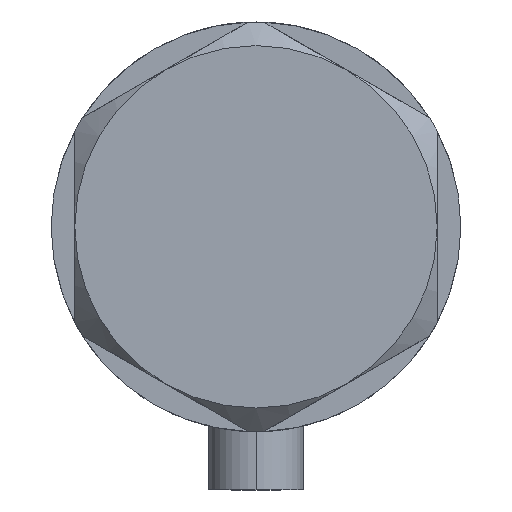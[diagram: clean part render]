
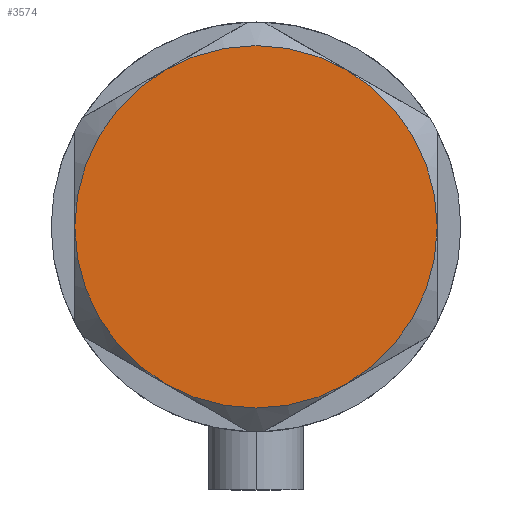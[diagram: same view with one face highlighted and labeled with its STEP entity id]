
A CAD part, left-side view. The second image highlights one B-rep face of the part: STEP entity #3574.
In plain terms, the highlighted face is planar.
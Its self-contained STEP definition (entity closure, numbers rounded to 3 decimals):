
#28 = DIRECTION ( 'NONE',  ( 0., 0., 1. ) ) ;
#56 = CARTESIAN_POINT ( 'NONE',  ( 0., 0., 9. ) ) ;
#59 = DIRECTION ( 'NONE',  ( 0., 0., 1. ) ) ;
#171 = CARTESIAN_POINT ( 'NONE',  ( -11.5, -19.919, 9. ) ) ;
#258 = AXIS2_PLACEMENT_3D ( 'NONE', #417, #3320, #4047 ) ;
#274 = EDGE_CURVE ( 'NONE', #1155, #4127, #4178, .T. ) ;
#356 = CARTESIAN_POINT ( 'NONE',  ( 0., 0., 9. ) ) ;
#417 = CARTESIAN_POINT ( 'NONE',  ( 0., 0., 9. ) ) ;
#456 = CARTESIAN_POINT ( 'NONE',  ( 23., 0., 9. ) ) ;
#544 = DIRECTION ( 'NONE',  ( 0., 0., 1. ) ) ;
#554 = CIRCLE ( 'NONE', #631, 23. ) ;
#631 = AXIS2_PLACEMENT_3D ( 'NONE', #4257, #898, #3891 ) ;
#658 = VERTEX_POINT ( 'NONE', #3324 ) ;
#810 = CARTESIAN_POINT ( 'NONE',  ( 11.5, -19.919, 9. ) ) ;
#857 = DIRECTION ( 'NONE',  ( 1., 0., 0. ) ) ;
#874 = EDGE_CURVE ( 'NONE', #658, #1215, #950, .T. ) ;
#888 = PLANE ( 'NONE',  #1805 ) ;
#898 = DIRECTION ( 'NONE',  ( 0., 0., 1. ) ) ;
#950 = CIRCLE ( 'NONE', #2832, 23. ) ;
#960 = DIRECTION ( 'NONE',  ( 0., 0., 1. ) ) ;
#1155 = VERTEX_POINT ( 'NONE', #1590 ) ;
#1215 = VERTEX_POINT ( 'NONE', #171 ) ;
#1278 = DIRECTION ( 'NONE',  ( 0., 0., 1. ) ) ;
#1411 = AXIS2_PLACEMENT_3D ( 'NONE', #56, #544, #4665 ) ;
#1416 = VERTEX_POINT ( 'NONE', #810 ) ;
#1435 = EDGE_CURVE ( 'NONE', #3552, #1155, #4296, .T. ) ;
#1471 = AXIS2_PLACEMENT_3D ( 'NONE', #356, #59, #4096 ) ;
#1590 = CARTESIAN_POINT ( 'NONE',  ( 11.5, 19.919, 9. ) ) ;
#1805 = AXIS2_PLACEMENT_3D ( 'NONE', #3540, #1278, #857 ) ;
#1959 = DIRECTION ( 'NONE',  ( 1., 0., 0. ) ) ;
#2050 = FACE_OUTER_BOUND ( 'NONE', #3465, .T. ) ;
#2055 = ORIENTED_EDGE ( 'NONE', *, *, #274, .T. ) ;
#2208 = CIRCLE ( 'NONE', #1411, 23. ) ;
#2626 = EDGE_CURVE ( 'NONE', #1215, #1416, #3752, .T. ) ;
#2697 = CARTESIAN_POINT ( 'NONE',  ( -11.5, 19.919, 9. ) ) ;
#2824 = AXIS2_PLACEMENT_3D ( 'NONE', #3404, #28, #3096 ) ;
#2828 = CARTESIAN_POINT ( 'NONE',  ( 0., 0., 9. ) ) ;
#2832 = AXIS2_PLACEMENT_3D ( 'NONE', #2828, #960, #1959 ) ;
#3087 = ORIENTED_EDGE ( 'NONE', *, *, #3462, .T. ) ;
#3088 = EDGE_CURVE ( 'NONE', #4127, #658, #554, .T. ) ;
#3096 = DIRECTION ( 'NONE',  ( 1., 0., 0. ) ) ;
#3320 = DIRECTION ( 'NONE',  ( 0., 0., 1. ) ) ;
#3324 = CARTESIAN_POINT ( 'NONE',  ( -23., 0., 9. ) ) ;
#3404 = CARTESIAN_POINT ( 'NONE',  ( 0., 0., 9. ) ) ;
#3462 = EDGE_CURVE ( 'NONE', #1416, #3552, #2208, .T. ) ;
#3465 = EDGE_LOOP ( 'NONE', ( #3087, #4085, #2055, #4507, #4262, #4067 ) ) ;
#3540 = CARTESIAN_POINT ( 'NONE',  ( 0., 0., 9. ) ) ;
#3552 = VERTEX_POINT ( 'NONE', #456 ) ;
#3574 = ADVANCED_FACE ( 'NONE', ( #2050 ), #888, .T. ) ;
#3752 = CIRCLE ( 'NONE', #1471, 23. ) ;
#3891 = DIRECTION ( 'NONE',  ( 1., 0., 0. ) ) ;
#4047 = DIRECTION ( 'NONE',  ( 1., 0., 0. ) ) ;
#4067 = ORIENTED_EDGE ( 'NONE', *, *, #2626, .T. ) ;
#4085 = ORIENTED_EDGE ( 'NONE', *, *, #1435, .T. ) ;
#4096 = DIRECTION ( 'NONE',  ( 1., 0., 0. ) ) ;
#4127 = VERTEX_POINT ( 'NONE', #2697 ) ;
#4178 = CIRCLE ( 'NONE', #258, 23. ) ;
#4257 = CARTESIAN_POINT ( 'NONE',  ( 0., 0., 9. ) ) ;
#4262 = ORIENTED_EDGE ( 'NONE', *, *, #874, .T. ) ;
#4296 = CIRCLE ( 'NONE', #2824, 23. ) ;
#4507 = ORIENTED_EDGE ( 'NONE', *, *, #3088, .T. ) ;
#4665 = DIRECTION ( 'NONE',  ( 1., 0., 0. ) ) ;
